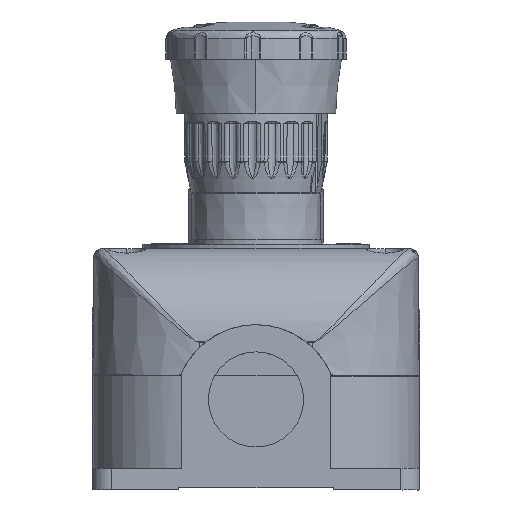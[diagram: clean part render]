
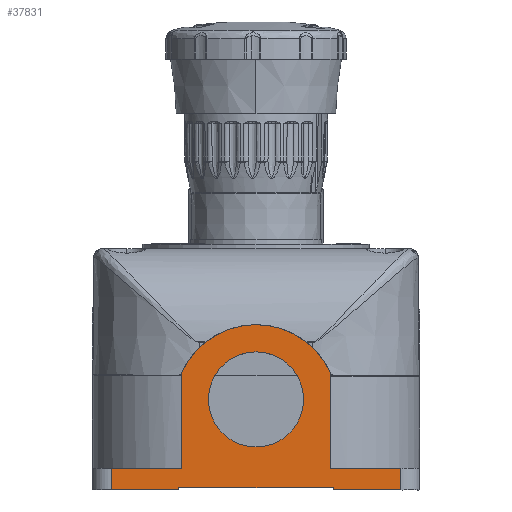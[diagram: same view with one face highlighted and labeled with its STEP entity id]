
A CAD part, left-side view. The second image highlights one B-rep face of the part: STEP entity #37831.
In plain terms, the highlighted planar face has unit normal (-1, 0, 0).
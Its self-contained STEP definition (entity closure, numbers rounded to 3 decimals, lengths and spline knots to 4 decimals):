
#696 = CARTESIAN_POINT ( 'NONE',  ( -4.8238, -3.464, -2.6565 ) ) ;
#1469 = DIRECTION ( 'NONE',  ( 0., 0., 1. ) ) ;
#1496 = VECTOR ( 'NONE', #42537, 39.3701 ) ;
#1769 = CARTESIAN_POINT ( 'NONE',  ( -4.8238, -2.7948, -3.3848 ) ) ;
#2036 = DIRECTION ( 'NONE',  ( 0., 1., 0. ) ) ;
#2135 = EDGE_CURVE ( 'NONE', #24441, #41741, #63337, .T. ) ;
#3199 = EDGE_CURVE ( 'NONE', #36887, #27560, #67693, .T. ) ;
#3382 = CARTESIAN_POINT ( 'NONE',  ( -4.8238, -2.2063, -3.1959 ) ) ;
#4737 = DIRECTION ( 'NONE',  ( -1., 0., 0. ) ) ;
#5304 = EDGE_LOOP ( 'NONE', ( #46023, #17374 ) ) ;
#5437 = CARTESIAN_POINT ( 'NONE',  ( -4.8238, -2.7948, -3.3848 ) ) ;
#6244 = EDGE_CURVE ( 'NONE', #30220, #9454, #22587, .T. ) ;
#6815 = CIRCLE ( 'NONE', #28232, 0.4134 ) ;
#6890 = EDGE_LOOP ( 'NONE', ( #53944, #24205, #29628, #35894, #64687, #22700, #17600, #44935, #14966, #69580, #37374, #69382 ) ) ;
#7072 = CARTESIAN_POINT ( 'NONE',  ( -4.8238, -2.8169, -2.3678 ) ) ;
#8215 = CIRCLE ( 'NONE', #17196, 0.7087 ) ;
#8560 = CARTESIAN_POINT ( 'NONE',  ( -4.8238, -4.7218, -3.3848 ) ) ;
#9362 = VECTOR ( 'NONE', #23613, 39.3701 ) ;
#9454 = VERTEX_POINT ( 'NONE', #3382 ) ;
#10303 = FACE_BOUND ( 'NONE', #5304, .T. ) ;
#10657 = DIRECTION ( 'NONE',  ( 0., 0., 1. ) ) ;
#11361 = CARTESIAN_POINT ( 'NONE',  ( -4.8238, -2.7948, -3.1959 ) ) ;
#12066 = DIRECTION ( 'NONE',  ( 0., 0., -1. ) ) ;
#12776 = CARTESIAN_POINT ( 'NONE',  ( -4.8238, -2.8169, -2.3678 ) ) ;
#13877 = LINE ( 'NONE', #24487, #61317 ) ;
#14378 = CARTESIAN_POINT ( 'NONE',  ( -4.8238, -4.1333, -3.3848 ) ) ;
#14442 = VERTEX_POINT ( 'NONE', #49291 ) ;
#14627 = DIRECTION ( 'NONE',  ( 0., 0., -1. ) ) ;
#14966 = ORIENTED_EDGE ( 'NONE', *, *, #66241, .F. ) ;
#15241 = DIRECTION ( 'NONE',  ( -1., 0., 0. ) ) ;
#15709 = CARTESIAN_POINT ( 'NONE',  ( -4.8238, -3.464, -3.0108 ) ) ;
#16381 = LINE ( 'NONE', #5437, #1496 ) ;
#16394 = EDGE_CURVE ( 'NONE', #28901, #41741, #66233, .T. ) ;
#17196 = AXIS2_PLACEMENT_3D ( 'NONE', #696, #33510, #17258 ) ;
#17258 = DIRECTION ( 'NONE',  ( 0., 0., -1. ) ) ;
#17374 = ORIENTED_EDGE ( 'NONE', *, *, #60727, .F. ) ;
#17600 = ORIENTED_EDGE ( 'NONE', *, *, #64200, .T. ) ;
#17821 = CARTESIAN_POINT ( 'NONE',  ( -4.8238, -4.1333, -3.1959 ) ) ;
#18831 = CARTESIAN_POINT ( 'NONE',  ( -4.8238, -2.7948, -3.3652 ) ) ;
#19940 = CARTESIAN_POINT ( 'NONE',  ( -4.8238, -3.464, -2.5974 ) ) ;
#20143 = VERTEX_POINT ( 'NONE', #1769 ) ;
#22587 = LINE ( 'NONE', #32136, #64850 ) ;
#22700 = ORIENTED_EDGE ( 'NONE', *, *, #44383, .F. ) ;
#23587 = CIRCLE ( 'NONE', #41648, 0.4134 ) ;
#23613 = DIRECTION ( 'NONE',  ( 0., 1., 0. ) ) ;
#23692 = CARTESIAN_POINT ( 'NONE',  ( -4.8238, -4.1112, -3.1959 ) ) ;
#24205 = ORIENTED_EDGE ( 'NONE', *, *, #6244, .T. ) ;
#24441 = VERTEX_POINT ( 'NONE', #30445 ) ;
#24487 = CARTESIAN_POINT ( 'NONE',  ( -4.8238, -4.7218, -3.1959 ) ) ;
#27560 = VERTEX_POINT ( 'NONE', #14378 ) ;
#27589 = LINE ( 'NONE', #11361, #35606 ) ;
#27663 = VECTOR ( 'NONE', #36473, 39.3701 ) ;
#28232 = AXIS2_PLACEMENT_3D ( 'NONE', #34079, #55620, #33733 ) ;
#28901 = VERTEX_POINT ( 'NONE', #35077 ) ;
#29203 = EDGE_CURVE ( 'NONE', #30220, #42643, #49815, .T. ) ;
#29628 = ORIENTED_EDGE ( 'NONE', *, *, #59383, .T. ) ;
#30220 = VERTEX_POINT ( 'NONE', #35746 ) ;
#30445 = CARTESIAN_POINT ( 'NONE',  ( -4.8238, -4.1112, -2.3678 ) ) ;
#31176 = CARTESIAN_POINT ( 'NONE',  ( -4.8238, -4.1112, -3.1959 ) ) ;
#32136 = CARTESIAN_POINT ( 'NONE',  ( -4.8238, -4.1333, -3.1959 ) ) ;
#33389 = VERTEX_POINT ( 'NONE', #34347 ) ;
#33510 = DIRECTION ( 'NONE',  ( 1., 0., 0. ) ) ;
#33733 = DIRECTION ( 'NONE',  ( 0., 0., -1. ) ) ;
#34079 = CARTESIAN_POINT ( 'NONE',  ( -4.8238, -3.464, -2.5974 ) ) ;
#34227 = CARTESIAN_POINT ( 'NONE',  ( -4.8238, -4.1333, -3.3652 ) ) ;
#34347 = CARTESIAN_POINT ( 'NONE',  ( -4.8238, -2.2063, -3.3848 ) ) ;
#35077 = CARTESIAN_POINT ( 'NONE',  ( -4.8238, -4.7218, -3.1959 ) ) ;
#35606 = VECTOR ( 'NONE', #12066, 39.3701 ) ;
#35746 = CARTESIAN_POINT ( 'NONE',  ( -4.8238, -2.8169, -3.1959 ) ) ;
#35881 = CARTESIAN_POINT ( 'NONE',  ( -4.8238, -4.7218, -3.3848 ) ) ;
#35894 = ORIENTED_EDGE ( 'NONE', *, *, #65252, .F. ) ;
#36462 = VERTEX_POINT ( 'NONE', #58062 ) ;
#36473 = DIRECTION ( 'NONE',  ( 0., 0., -1. ) ) ;
#36887 = VERTEX_POINT ( 'NONE', #8560 ) ;
#37374 = ORIENTED_EDGE ( 'NONE', *, *, #2135, .F. ) ;
#37831 = ADVANCED_FACE ( 'NONE', ( #10303, #53386 ), #58691, .T. ) ;
#38341 = VERTEX_POINT ( 'NONE', #18831 ) ;
#39166 = VERTEX_POINT ( 'NONE', #15709 ) ;
#39362 = DIRECTION ( 'NONE',  ( 0., 1., 0. ) ) ;
#39687 = CARTESIAN_POINT ( 'NONE',  ( -4.8238, -2.2063, -3.1959 ) ) ;
#40742 = LINE ( 'NONE', #39687, #67673 ) ;
#41223 = LINE ( 'NONE', #62784, #61221 ) ;
#41268 = VECTOR ( 'NONE', #39362, 39.3701 ) ;
#41648 = AXIS2_PLACEMENT_3D ( 'NONE', #19940, #4737, #14627 ) ;
#41741 = VERTEX_POINT ( 'NONE', #23692 ) ;
#42537 = DIRECTION ( 'NONE',  ( 0., 1., 0. ) ) ;
#42643 = VERTEX_POINT ( 'NONE', #12776 ) ;
#44383 = EDGE_CURVE ( 'NONE', #14442, #38341, #53773, .T. ) ;
#44935 = ORIENTED_EDGE ( 'NONE', *, *, #3199, .F. ) ;
#45005 = DIRECTION ( 'NONE',  ( 0., 0., -1. ) ) ;
#45070 = AXIS2_PLACEMENT_3D ( 'NONE', #48089, #15241, #10657 ) ;
#46023 = ORIENTED_EDGE ( 'NONE', *, *, #54166, .F. ) ;
#46029 = DIRECTION ( 'NONE',  ( 0., 0., -1. ) ) ;
#47457 = EDGE_CURVE ( 'NONE', #38341, #20143, #27589, .T. ) ;
#48089 = CARTESIAN_POINT ( 'NONE',  ( -4.8238, -4.1333, -3.1959 ) ) ;
#49291 = CARTESIAN_POINT ( 'NONE',  ( -4.8238, -4.1333, -3.3652 ) ) ;
#49815 = LINE ( 'NONE', #7072, #57843 ) ;
#53386 = FACE_OUTER_BOUND ( 'NONE', #6890, .T. ) ;
#53773 = LINE ( 'NONE', #34227, #9362 ) ;
#53944 = ORIENTED_EDGE ( 'NONE', *, *, #29203, .F. ) ;
#54166 = EDGE_CURVE ( 'NONE', #36462, #39166, #23587, .T. ) ;
#54720 = DIRECTION ( 'NONE',  ( 0., 1., 0. ) ) ;
#55620 = DIRECTION ( 'NONE',  ( -1., 0., 0. ) ) ;
#56769 = DIRECTION ( 'NONE',  ( 0., 0., -1. ) ) ;
#57843 = VECTOR ( 'NONE', #1469, 39.3701 ) ;
#58062 = CARTESIAN_POINT ( 'NONE',  ( -4.8238, -3.464, -2.1841 ) ) ;
#58691 = PLANE ( 'NONE',  #45070 ) ;
#59383 = EDGE_CURVE ( 'NONE', #9454, #33389, #40742, .T. ) ;
#59396 = VECTOR ( 'NONE', #2036, 39.3701 ) ;
#60727 = EDGE_CURVE ( 'NONE', #39166, #36462, #6815, .T. ) ;
#61221 = VECTOR ( 'NONE', #56769, 39.3701 ) ;
#61317 = VECTOR ( 'NONE', #46029, 39.3701 ) ;
#62784 = CARTESIAN_POINT ( 'NONE',  ( -4.8238, -4.1333, -3.1959 ) ) ;
#63337 = LINE ( 'NONE', #31176, #27663 ) ;
#64200 = EDGE_CURVE ( 'NONE', #14442, #27560, #41223, .T. ) ;
#64687 = ORIENTED_EDGE ( 'NONE', *, *, #47457, .F. ) ;
#64783 = EDGE_CURVE ( 'NONE', #42643, #24441, #8215, .T. ) ;
#64850 = VECTOR ( 'NONE', #54720, 39.3701 ) ;
#65252 = EDGE_CURVE ( 'NONE', #20143, #33389, #16381, .T. ) ;
#66233 = LINE ( 'NONE', #17821, #41268 ) ;
#66241 = EDGE_CURVE ( 'NONE', #28901, #36887, #13877, .T. ) ;
#67673 = VECTOR ( 'NONE', #45005, 39.3701 ) ;
#67693 = LINE ( 'NONE', #35881, #59396 ) ;
#69382 = ORIENTED_EDGE ( 'NONE', *, *, #64783, .F. ) ;
#69580 = ORIENTED_EDGE ( 'NONE', *, *, #16394, .T. ) ;
